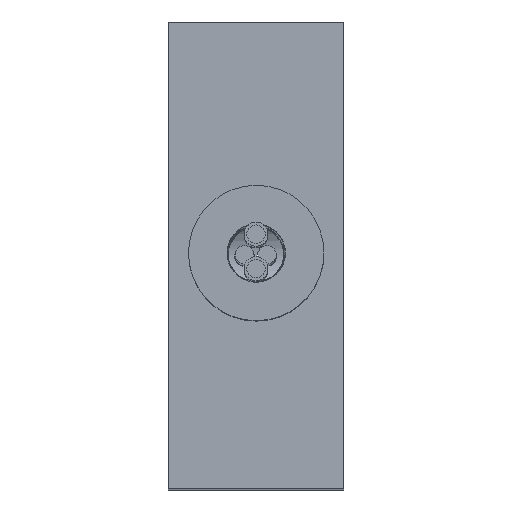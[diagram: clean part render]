
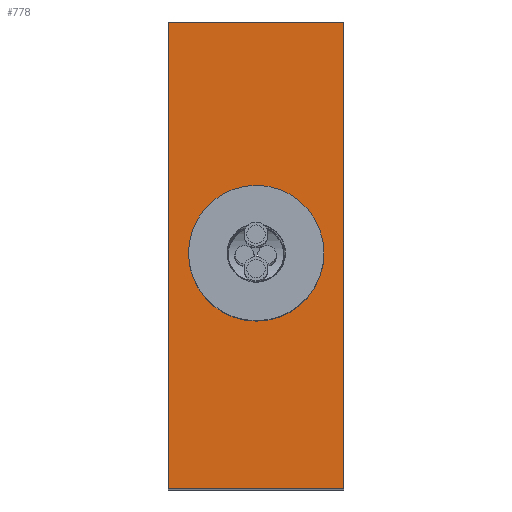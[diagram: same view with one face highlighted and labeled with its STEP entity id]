
A CAD part, top view. The second image highlights one B-rep face of the part: STEP entity #778.
In plain terms, the highlighted face is planar.
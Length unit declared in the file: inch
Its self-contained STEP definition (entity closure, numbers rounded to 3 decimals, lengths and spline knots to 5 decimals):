
#5=DIRECTION('',(0.,1.,0.));
#6=VECTOR('',#5,1.);
#7=CARTESIAN_POINT('',(-0.1875,-0.5,-0.625));
#8=LINE('',#7,#6);
#85=DIRECTION('',(1.,0.,0.));
#86=VECTOR('',#85,0.375);
#87=CARTESIAN_POINT('',(-0.1875,0.5,-0.625));
#88=LINE('',#87,#86);
#89=DIRECTION('',(1.,0.,0.));
#90=VECTOR('',#89,0.375);
#91=CARTESIAN_POINT('',(-0.1875,-0.5,-0.625));
#92=LINE('',#91,#90);
#93=CARTESIAN_POINT('',(-0.0005,0.,-0.625));
#94=DIRECTION('',(0.,0.,-1.));
#95=DIRECTION('',(-1.,0.,0.));
#96=AXIS2_PLACEMENT_3D('',#93,#94,#95);
#98=CARTESIAN_POINT('',(-0.0005,0.,-0.625));
#99=DIRECTION('',(0.,0.,-1.));
#100=DIRECTION('',(1.,0.,0.));
#101=AXIS2_PLACEMENT_3D('',#98,#99,#100);
#115=DIRECTION('',(0.,1.,0.));
#116=VECTOR('',#115,1.);
#117=CARTESIAN_POINT('',(0.1875,-0.5,-0.625));
#118=LINE('',#117,#116);
#534=CARTESIAN_POINT('',(-0.1875,-0.5,-0.625));
#536=VERTEX_POINT('',#534);
#537=CARTESIAN_POINT('',(-0.1875,0.5,-0.625));
#538=VERTEX_POINT('',#537);
#542=CARTESIAN_POINT('',(0.1875,-0.5,-0.625));
#544=VERTEX_POINT('',#542);
#545=CARTESIAN_POINT('',(0.1875,0.5,-0.625));
#546=VERTEX_POINT('',#545);
#645=CARTESIAN_POINT('',(-0.1095,0.,-0.625));
#646=CARTESIAN_POINT('',(0.1085,0.,-0.625));
#647=VERTEX_POINT('',#645);
#648=VERTEX_POINT('',#646);
#760=CARTESIAN_POINT('',(-0.1875,-0.5,-0.625));
#761=DIRECTION('',(0.,0.,-1.));
#762=DIRECTION('',(0.,1.,0.));
#763=AXIS2_PLACEMENT_3D('',#760,#761,#762);
#764=PLANE('',#763);
#765=ORIENTED_EDGE('',*,*,#672,.F.);
#766=ORIENTED_EDGE('',*,*,#715,.T.);
#768=ORIENTED_EDGE('',*,*,#767,.T.);
#769=ORIENTED_EDGE('',*,*,#752,.F.);
#770=EDGE_LOOP('',(#765,#766,#768,#769));
#771=FACE_OUTER_BOUND('',#770,.F.);
#773=ORIENTED_EDGE('',*,*,#772,.T.);
#775=ORIENTED_EDGE('',*,*,#774,.T.);
#776=EDGE_LOOP('',(#773,#775));
#777=FACE_BOUND('',#776,.F.);
#778=ADVANCED_FACE('',(#771,#777),#764,.T.);
#97=CIRCLE('',#96,0.109);
#102=CIRCLE('',#101,0.109);
#672=EDGE_CURVE('',#536,#538,#8,.T.);
#715=EDGE_CURVE('',#536,#544,#92,.T.);
#752=EDGE_CURVE('',#538,#546,#88,.T.);
#767=EDGE_CURVE('',#544,#546,#118,.T.);
#772=EDGE_CURVE('',#647,#648,#97,.T.);
#774=EDGE_CURVE('',#648,#647,#102,.T.);
